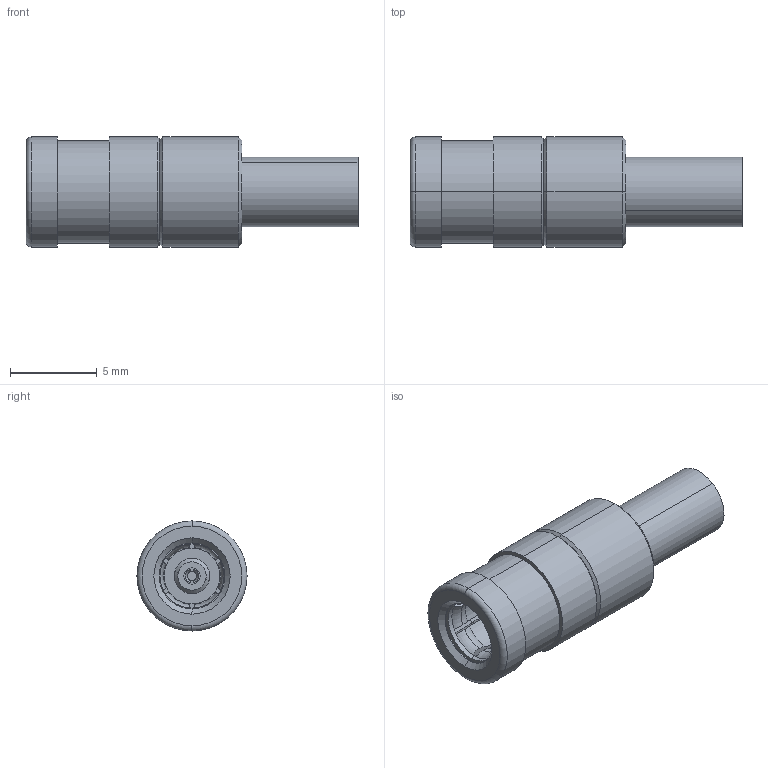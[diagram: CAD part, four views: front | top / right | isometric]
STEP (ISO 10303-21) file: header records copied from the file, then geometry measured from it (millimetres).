
FILE_DESCRIPTION (( 'STEP AP203' ), '1' );
FILE_NAME ('SMB-J-1.5.STEP', '2025-03-11T09:11:14', ( '' ), ( '' ), 'SwSTEP 2.0', 'SolidWorks 2022', '' );
FILE_SCHEMA (( 'CONFIG_CONTROL_DESIGN' ));
Length unit declared in the file: millimetre
Products named in the file (1): SMB-J-1.5
Bounding box: 19.15 x 6.35 x 6.35 mm (x, y, z)
Volume: 373.1 mm3; surface area: 719.6 mm2
Topology: 2 solids, 2 shells, 177 faces, 490 edges, 318 vertices
Faces by surface type: plane 75, cylinder 72, cone 16, torus 14
Entity records: 5839 total; most frequent: CARTESIAN_POINT 1070, DIRECTION 1034, ORIENTED_EDGE 980, EDGE_CURVE 490, AXIS2_PLACEMENT_3D 394, VERTEX_POINT 318, VECTOR 246, LINE 246
